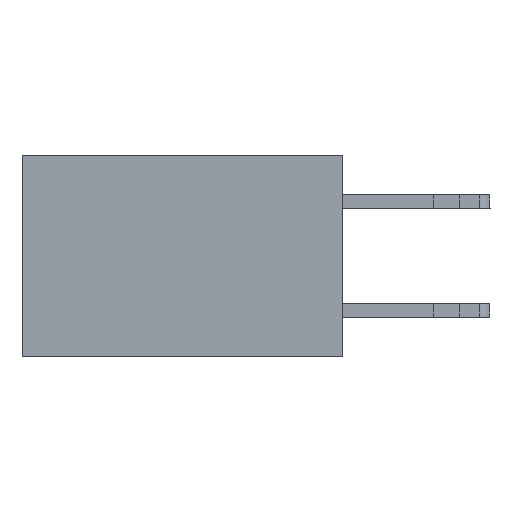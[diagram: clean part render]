
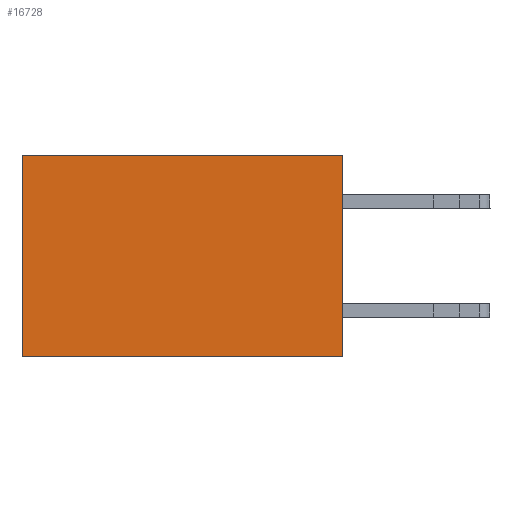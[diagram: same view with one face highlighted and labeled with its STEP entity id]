
A CAD part, left-side view. The second image highlights one B-rep face of the part: STEP entity #16728.
In plain terms, the highlighted planar face has unit normal (-1, 0, 0).
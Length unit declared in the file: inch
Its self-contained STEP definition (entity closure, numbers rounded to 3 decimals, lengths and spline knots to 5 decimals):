
#460 = DIRECTION ( 'NONE',  ( 1., 0., 0. ) ) ;
#1879 = DIRECTION ( 'NONE',  ( 0., 1., 0. ) ) ;
#2063 = LINE ( 'NONE', #12715, #15906 ) ;
#2536 = EDGE_CURVE ( 'NONE', #13028, #4505, #10334, .T. ) ;
#2607 = AXIS2_PLACEMENT_3D ( 'NONE', #8915, #460, #10307 ) ;
#2833 = VECTOR ( 'NONE', #4322, 39.37008 ) ;
#3543 = CARTESIAN_POINT ( 'NONE',  ( 0.277, 0.59, -0.37 ) ) ;
#4322 = DIRECTION ( 'NONE',  ( 0., 0., -1. ) ) ;
#4505 = VERTEX_POINT ( 'NONE', #3543 ) ;
#4586 = VECTOR ( 'NONE', #13751, 39.37008 ) ;
#4678 = CARTESIAN_POINT ( 'NONE',  ( 0.277, 0., -0.37 ) ) ;
#6196 = EDGE_CURVE ( 'NONE', #13471, #13028, #2063, .T. ) ;
#6321 = DIRECTION ( 'NONE',  ( 0., 1., 0. ) ) ;
#6488 = VERTEX_POINT ( 'NONE', #4678 ) ;
#7582 = PLANE ( 'NONE',  #2607 ) ;
#7669 = VECTOR ( 'NONE', #1879, 39.37008 ) ;
#8091 = LINE ( 'NONE', #15673, #7669 ) ;
#8800 = CARTESIAN_POINT ( 'NONE',  ( 0.277, 0., 0. ) ) ;
#8915 = CARTESIAN_POINT ( 'NONE',  ( 0.277, 0., -0.37 ) ) ;
#10302 = ORIENTED_EDGE ( 'NONE', *, *, #6196, .T. ) ;
#10307 = DIRECTION ( 'NONE',  ( 0., 0., -1. ) ) ;
#10334 = LINE ( 'NONE', #11464, #2833 ) ;
#10702 = EDGE_CURVE ( 'NONE', #6488, #4505, #8091, .T. ) ;
#11464 = CARTESIAN_POINT ( 'NONE',  ( 0.277, 0.59, -0.37 ) ) ;
#12715 = CARTESIAN_POINT ( 'NONE',  ( 0.277, 0., 0. ) ) ;
#13028 = VERTEX_POINT ( 'NONE', #17346 ) ;
#13071 = ORIENTED_EDGE ( 'NONE', *, *, #10702, .F. ) ;
#13471 = VERTEX_POINT ( 'NONE', #8800 ) ;
#13479 = ORIENTED_EDGE ( 'NONE', *, *, #16411, .F. ) ;
#13697 = CARTESIAN_POINT ( 'NONE',  ( 0.277, 0., -0.37 ) ) ;
#13751 = DIRECTION ( 'NONE',  ( 0., 0., -1. ) ) ;
#15522 = LINE ( 'NONE', #13697, #4586 ) ;
#15673 = CARTESIAN_POINT ( 'NONE',  ( 0.277, 0., -0.37 ) ) ;
#15906 = VECTOR ( 'NONE', #6321, 39.37008 ) ;
#16411 = EDGE_CURVE ( 'NONE', #13471, #6488, #15522, .T. ) ;
#16728 = ADVANCED_FACE ( 'NONE', ( #17158 ), #7582, .F. ) ;
#17158 = FACE_OUTER_BOUND ( 'NONE', #17741, .T. ) ;
#17346 = CARTESIAN_POINT ( 'NONE',  ( 0.277, 0.59, 0. ) ) ;
#17602 = ORIENTED_EDGE ( 'NONE', *, *, #2536, .T. ) ;
#17741 = EDGE_LOOP ( 'NONE', ( #17602, #13071, #13479, #10302 ) ) ;
